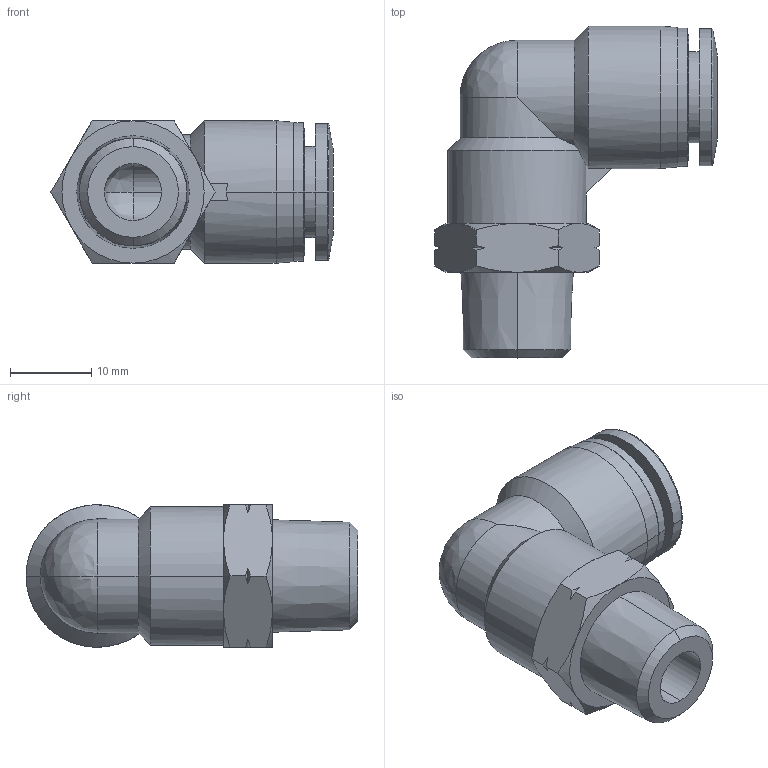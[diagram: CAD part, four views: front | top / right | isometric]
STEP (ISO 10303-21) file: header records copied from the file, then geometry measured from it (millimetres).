
FILE_DESCRIPTION (( 'STEP AP214' ), '1' );
FILE_NAME ('ME38-14N.step', '2016-02-24T20:41:31', ( '' ), ( '' ), 'SwSTEP 2.0', 'SolidWorks 2015', '' );
FILE_SCHEMA (( 'AUTOMOTIVE_DESIGN' ));
Length unit declared in the file: inch
Products named in the file (1): ME38-14N
Bounding box: 34.63 x 40.75 x 17.5 mm (x, y, z)
Volume: 8052.1 mm3; surface area: 4811.3 mm2
Topology: 1 solids, 1 shells, 83 faces, 205 edges, 125 vertices
Faces by surface type: cone 39, cylinder 20, plane 16, bspline 8
Entity records: 3750 total; most frequent: CARTESIAN_POINT 778, ORIENTED_EDGE 402, DIRECTION 377, EDGE_CURVE 201, AXIS2_PLACEMENT_3D 164, VERTEX_POINT 125, EDGE_LOOP 90, CIRCLE 88
